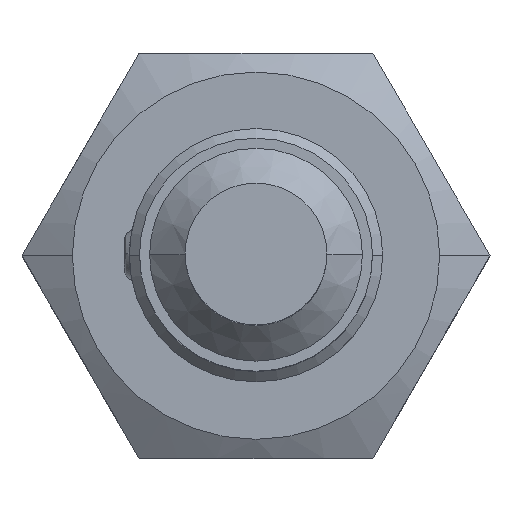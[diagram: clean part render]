
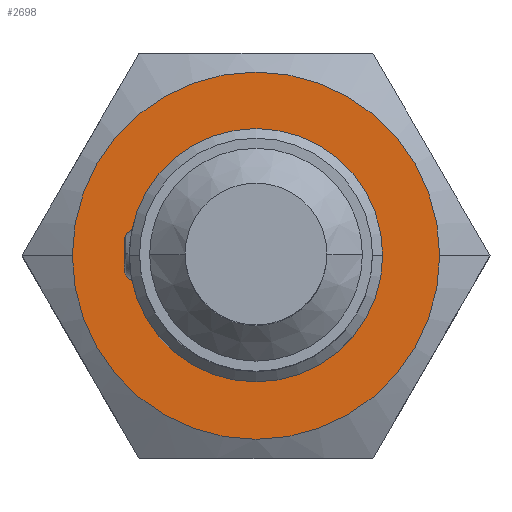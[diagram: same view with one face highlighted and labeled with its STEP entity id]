
A CAD part, top view. The second image highlights one B-rep face of the part: STEP entity #2698.
In plain terms, the highlighted planar face has unit normal (0, 0, 1).
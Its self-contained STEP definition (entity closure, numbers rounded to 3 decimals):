
#34 = DIRECTION ( 'NONE',  ( 0., 0., -1. ) ) ;
#402 = EDGE_CURVE ( 'NONE', #6921, #2680, #12932, .T. ) ;
#2479 = CIRCLE ( 'NONE', #9698, 3.625 ) ;
#2542 = FACE_OUTER_BOUND ( 'NONE', #5822, .T. ) ;
#2680 = VERTEX_POINT ( 'NONE', #7259 ) ;
#2698 = ADVANCED_FACE ( 'NONE', ( #14206, #2542 ), #10541, .F. ) ;
#3000 = ORIENTED_EDGE ( 'NONE', *, *, #4722, .F. ) ;
#3445 = ORIENTED_EDGE ( 'NONE', *, *, #7940, .F. ) ;
#3616 = CARTESIAN_POINT ( 'NONE',  ( -2.309, -4., 14.063 ) ) ;
#3738 = EDGE_CURVE ( 'NONE', #2680, #6921, #10151, .T. ) ;
#4322 = DIRECTION ( 'NONE',  ( -1., 0., 0. ) ) ;
#4396 = CIRCLE ( 'NONE', #9831, 3.625 ) ;
#4544 = CARTESIAN_POINT ( 'NONE',  ( 0., 0., 14.063 ) ) ;
#4574 = EDGE_LOOP ( 'NONE', ( #12600, #13357 ) ) ;
#4722 = EDGE_CURVE ( 'NONE', #6960, #11567, #4396, .T. ) ;
#4798 = AXIS2_PLACEMENT_3D ( 'NONE', #7747, #13443, #8756 ) ;
#4990 = DIRECTION ( 'NONE',  ( 0., 0., -1. ) ) ;
#5502 = DIRECTION ( 'NONE',  ( 0., 0., -1. ) ) ;
#5650 = CARTESIAN_POINT ( 'NONE',  ( 0., 0., 14.063 ) ) ;
#5822 = EDGE_LOOP ( 'NONE', ( #3445, #3000 ) ) ;
#6663 = DIRECTION ( 'NONE',  ( 0., 0., -1. ) ) ;
#6872 = AXIS2_PLACEMENT_3D ( 'NONE', #4544, #34, #6930 ) ;
#6921 = VERTEX_POINT ( 'NONE', #7104 ) ;
#6930 = DIRECTION ( 'NONE',  ( -1., 0., 0. ) ) ;
#6960 = VERTEX_POINT ( 'NONE', #14037 ) ;
#7104 = CARTESIAN_POINT ( 'NONE',  ( 2.347, 0., 14.063 ) ) ;
#7259 = CARTESIAN_POINT ( 'NONE',  ( -2.347, 0., 14.063 ) ) ;
#7464 = CARTESIAN_POINT ( 'NONE',  ( 0., 0., 14.063 ) ) ;
#7747 = CARTESIAN_POINT ( 'NONE',  ( 0., 0., 14.063 ) ) ;
#7940 = EDGE_CURVE ( 'NONE', #11567, #6960, #2479, .T. ) ;
#8756 = DIRECTION ( 'NONE',  ( -1., 0., 0. ) ) ;
#9698 = AXIS2_PLACEMENT_3D ( 'NONE', #7464, #5502, #4322 ) ;
#9831 = AXIS2_PLACEMENT_3D ( 'NONE', #5650, #6663, #14746 ) ;
#10137 = CARTESIAN_POINT ( 'NONE',  ( -3.625, 0., 14.063 ) ) ;
#10151 = CIRCLE ( 'NONE', #6872, 2.347 ) ;
#10541 = PLANE ( 'NONE',  #14608 ) ;
#11567 = VERTEX_POINT ( 'NONE', #10137 ) ;
#11752 = DIRECTION ( 'NONE',  ( -1., 0., 0. ) ) ;
#12600 = ORIENTED_EDGE ( 'NONE', *, *, #402, .T. ) ;
#12932 = CIRCLE ( 'NONE', #4798, 2.347 ) ;
#13357 = ORIENTED_EDGE ( 'NONE', *, *, #3738, .T. ) ;
#13443 = DIRECTION ( 'NONE',  ( 0., 0., -1. ) ) ;
#14037 = CARTESIAN_POINT ( 'NONE',  ( 3.625, 0., 14.063 ) ) ;
#14206 = FACE_BOUND ( 'NONE', #4574, .T. ) ;
#14608 = AXIS2_PLACEMENT_3D ( 'NONE', #3616, #4990, #11752 ) ;
#14746 = DIRECTION ( 'NONE',  ( -1., 0., 0. ) ) ;
